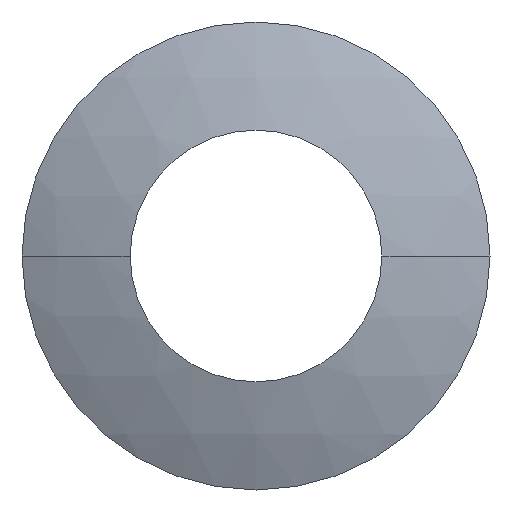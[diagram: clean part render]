
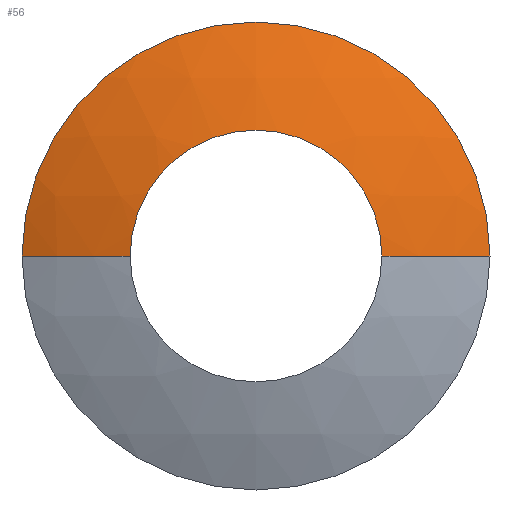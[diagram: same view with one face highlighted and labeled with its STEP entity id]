
A CAD part, front view. The second image highlights one B-rep face of the part: STEP entity #56.
In plain terms, the highlighted spherical face has radius 64 mm.
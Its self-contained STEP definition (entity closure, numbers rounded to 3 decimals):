
#9 = DIRECTION ( 'NONE',  ( 0., 0., -1. ) ) ;
#10 = DIRECTION ( 'NONE',  ( 0., -1., 0. ) ) ;
#11 = CARTESIAN_POINT ( 'NONE',  ( 0., 2.1, 0. ) ) ;
#12 = CIRCLE ( 'NONE', #23, 14.25 ) ;
#13 = DIRECTION ( 'NONE',  ( 1., 0., 0. ) ) ;
#14 = DIRECTION ( 'NONE',  ( 0., 0., 1. ) ) ;
#15 = CIRCLE ( 'NONE', #173, 64. ) ;
#16 = DIRECTION ( 'NONE',  ( -1., 0., 0. ) ) ;
#17 = DIRECTION ( 'NONE',  ( 0., 0., -1. ) ) ;
#18 = CARTESIAN_POINT ( 'NONE',  ( 0., 64.493, 0. ) ) ;
#19 = AXIS2_PLACEMENT_3D ( 'NONE', #18, #17, #16 ) ;
#22 = CIRCLE ( 'NONE', #19, 64. ) ;
#23 = AXIS2_PLACEMENT_3D ( 'NONE', #11, #10, #9 ) ;
#24 = CARTESIAN_POINT ( 'NONE',  ( 0., 2.1, 14.25 ) ) ;
#25 = CARTESIAN_POINT ( 'NONE',  ( -14.25, 2.1, 0. ) ) ;
#26 = FACE_OUTER_BOUND ( 'NONE', #112, .T. ) ;
#28 = SPHERICAL_SURFACE ( 'NONE', #164, 64. ) ;
#29 = DIRECTION ( 'NONE',  ( 0., 0., -1. ) ) ;
#30 = CARTESIAN_POINT ( 'NONE',  ( 0., 64.493, 0. ) ) ;
#52 = EDGE_CURVE ( 'NONE', #53, #121, #151, .T. ) ;
#53 = VERTEX_POINT ( 'NONE', #150 ) ;
#56 = ADVANCED_FACE ( 'NONE', ( #26 ), #28, .T. ) ;
#57 = ORIENTED_EDGE ( 'NONE', *, *, #116, .T. ) ;
#58 = VERTEX_POINT ( 'NONE', #142 ) ;
#59 = VERTEX_POINT ( 'NONE', #25 ) ;
#60 = VERTEX_POINT ( 'NONE', #24 ) ;
#61 = EDGE_CURVE ( 'NONE', #60, #59, #186, .T. ) ;
#62 = ORIENTED_EDGE ( 'NONE', *, *, #123, .T. ) ;
#63 = VERTEX_POINT ( 'NONE', #187 ) ;
#64 = ORIENTED_EDGE ( 'NONE', *, *, #61, .F. ) ;
#111 = ORIENTED_EDGE ( 'NONE', *, *, #52, .T. ) ;
#112 = EDGE_LOOP ( 'NONE', ( #111, #57, #64, #114, #122, #62 ) ) ;
#114 = ORIENTED_EDGE ( 'NONE', *, *, #117, .F. ) ;
#115 = EDGE_CURVE ( 'NONE', #58, #63, #22, .T. ) ;
#116 = EDGE_CURVE ( 'NONE', #121, #59, #15, .T. ) ;
#117 = EDGE_CURVE ( 'NONE', #63, #60, #12, .T. ) ;
#121 = VERTEX_POINT ( 'NONE', #275 ) ;
#122 = ORIENTED_EDGE ( 'NONE', *, *, #115, .F. ) ;
#123 = EDGE_CURVE ( 'NONE', #58, #53, #230, .T. ) ;
#142 = CARTESIAN_POINT ( 'NONE',  ( 26.5, 6.238, 0. ) ) ;
#148 = DIRECTION ( 'NONE',  ( 0., -1., 0. ) ) ;
#149 = CARTESIAN_POINT ( 'NONE',  ( 0., 6.238, 0. ) ) ;
#150 = CARTESIAN_POINT ( 'NONE',  ( 0., 6.238, 26.5 ) ) ;
#151 = CIRCLE ( 'NONE', #157, 26.5 ) ;
#153 = CARTESIAN_POINT ( 'NONE',  ( 0., 64.493, 0. ) ) ;
#157 = AXIS2_PLACEMENT_3D ( 'NONE', #149, #148, #29 ) ;
#164 = AXIS2_PLACEMENT_3D ( 'NONE', #30, #189, #188 ) ;
#173 = AXIS2_PLACEMENT_3D ( 'NONE', #153, #14, #13 ) ;
#182 = DIRECTION ( 'NONE',  ( 0., 0., -1. ) ) ;
#183 = DIRECTION ( 'NONE',  ( 0., -1., 0. ) ) ;
#184 = CARTESIAN_POINT ( 'NONE',  ( 0., 2.1, 0. ) ) ;
#185 = AXIS2_PLACEMENT_3D ( 'NONE', #184, #183, #182 ) ;
#186 = CIRCLE ( 'NONE', #185, 14.25 ) ;
#187 = CARTESIAN_POINT ( 'NONE',  ( 14.25, 2.1, 0. ) ) ;
#188 = DIRECTION ( 'NONE',  ( 1., 0., 0. ) ) ;
#189 = DIRECTION ( 'NONE',  ( 0., 0., 1. ) ) ;
#226 = DIRECTION ( 'NONE',  ( 0., 0., -1. ) ) ;
#227 = DIRECTION ( 'NONE',  ( 0., -1., 0. ) ) ;
#228 = CARTESIAN_POINT ( 'NONE',  ( 0., 6.238, 0. ) ) ;
#229 = AXIS2_PLACEMENT_3D ( 'NONE', #228, #227, #226 ) ;
#230 = CIRCLE ( 'NONE', #229, 26.5 ) ;
#275 = CARTESIAN_POINT ( 'NONE',  ( -26.5, 6.238, 0. ) ) ;
